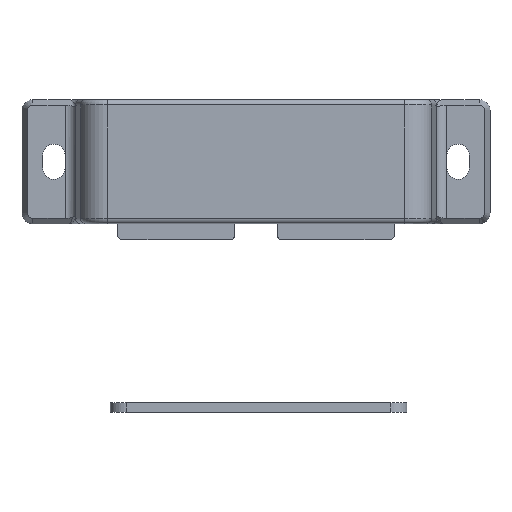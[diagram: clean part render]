
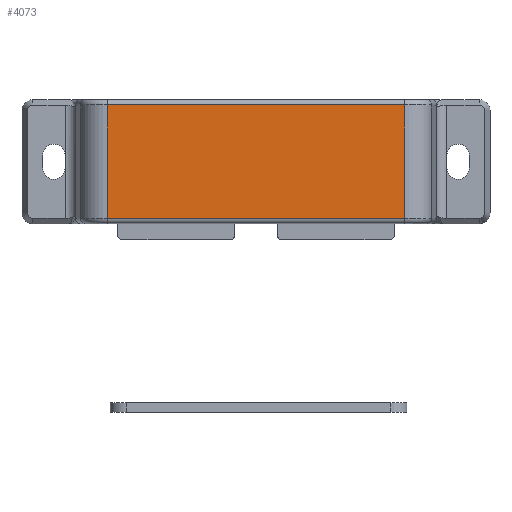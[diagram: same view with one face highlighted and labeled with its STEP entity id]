
A CAD part, top view. The second image highlights one B-rep face of the part: STEP entity #4073.
In plain terms, the highlighted planar face has unit normal (0, 0, 1).
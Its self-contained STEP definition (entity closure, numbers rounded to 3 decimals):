
#371=FACE_OUTER_BOUND('',#612,.T.);
#612=EDGE_LOOP('',(#2950,#2951,#2952,#2953));
#938=LINE('',#6304,#1374);
#939=LINE('',#6371,#1375);
#940=LINE('',#6373,#1376);
#941=LINE('',#6374,#1377);
#1374=VECTOR('',#4896,21.);
#1375=VECTOR('',#4915,55.153);
#1376=VECTOR('',#4916,55.153);
#1377=VECTOR('',#4917,21.);
#1771=VERTEX_POINT('',#6131);
#1799=VERTEX_POINT('',#6297);
#1800=VERTEX_POINT('',#6302);
#1801=VERTEX_POINT('',#6372);
#2235=EDGE_CURVE('',#1799,#1800,#938,.T.);
#2241=EDGE_CURVE('',#1800,#1771,#939,.T.);
#2242=EDGE_CURVE('',#1801,#1799,#940,.T.);
#2243=EDGE_CURVE('',#1771,#1801,#941,.T.);
#2950=ORIENTED_EDGE('',*,*,#2241,.F.);
#2951=ORIENTED_EDGE('',*,*,#2235,.F.);
#2952=ORIENTED_EDGE('',*,*,#2242,.F.);
#2953=ORIENTED_EDGE('',*,*,#2243,.F.);
#3915=PLANE('',#4345);
#4073=ADVANCED_FACE('',(#371),#3915,.T.);
#4345=AXIS2_PLACEMENT_3D('',#6370,#4913,#4914);
#4896=DIRECTION('',(0.,1.,0.));
#4913=DIRECTION('center_axis',(0.,0.,1.));
#4914=DIRECTION('ref_axis',(1.,0.,0.));
#4915=DIRECTION('',(1.,0.,0.));
#4916=DIRECTION('',(-1.,0.,0.));
#4917=DIRECTION('',(0.,-1.,0.));
#6131=CARTESIAN_POINT('',(27.576,10.5,15.6));
#6297=CARTESIAN_POINT('',(-27.576,-10.5,15.6));
#6302=CARTESIAN_POINT('',(-27.576,10.5,15.6));
#6304=CARTESIAN_POINT('',(-27.576,0.,15.6));
#6370=CARTESIAN_POINT('Origin',(-32.,0.,15.6));
#6371=CARTESIAN_POINT('',(-16.,10.5,15.6));
#6372=CARTESIAN_POINT('',(27.576,-10.5,15.6));
#6373=CARTESIAN_POINT('',(-16.,-10.5,15.6));
#6374=CARTESIAN_POINT('',(27.576,0.,15.6));
